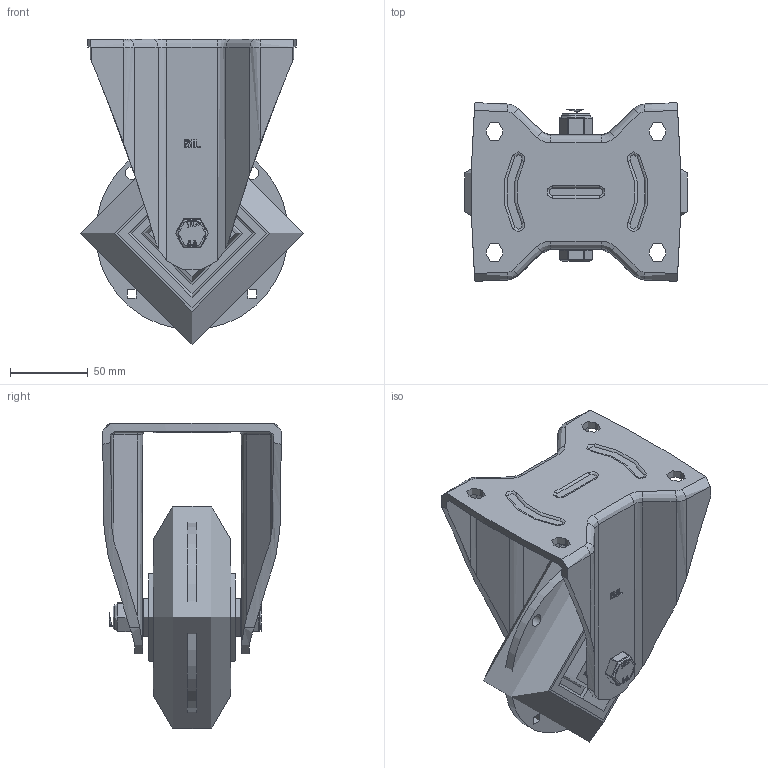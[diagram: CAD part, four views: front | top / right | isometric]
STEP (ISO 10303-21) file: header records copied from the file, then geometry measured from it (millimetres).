
FILE_DESCRIPTION(/* description */ ('','CAx-IF Rec.Pracs.---Representation and Presentation of Product Manufacturing Information (PMI)---4.0---2014-10-13'),/* implementation_level */ '2;1');
FILE_NAME(/* name */ 'BZXPF150SRPTABJ.step',/* time_stamp */ '2025-02-25T15:50:37Z',/* author */ (''),/* organization */ (''),/* preprocessor_version */ 'ST-DEVELOPER v20',/* originating_system */ 'Autodesk Translation Framework v13.20.0.188',/* authorisation */ '');
FILE_SCHEMA (('AP242_MANAGED_MODEL_BASED_3D_ENGINEERING_MIM_LF { 1 0 10303 442 1 1 4 }'));
Length unit declared in the file: millimetre
Products named in the file (27): BZXPF150SRPTABJ; BZXPF150AS v2; ZINC PLATED PRESSED STEEL BRACKET; BZH150WSRPTABJM20 v1; 85 SHORE A ERGONOMIC POLYURETHANE TYRE; ALUMINIUM RIM; BEARING6004; BEARING60042; BALL BEARINGS; BEARING6004 (1); BEARING60042 (1); BALL BEARINGS (1); Component1; METAL; MIDDLE; RUBBER; BEARING SPACER; TH20X4X12 v1; ZINC PLATED HEADED SPACER; TH20X4X12 v1 (1); ZINC PLATED HEADED SPACER (1); HEXBOLTM12X90Z8.8 v2; GRADE 8.8 ZINC PLATED BOLT; NYLOCM12Z14MM v1; NYLOC NUT; NUT; RUBBER (1)
Assembly tree (46 placements, depth 6):
  BZXPF150SRPTABJ
    BZXPF150AS v2
      ZINC PLATED PRESSED STEEL BRACKET
    BZH150WSRPTABJM20 v1
      85 SHORE A ERGONOMIC POLYURETHANE TYRE
      ALUMINIUM RIM
      BEARING6004
        BEARING60042
          METAL
          MIDDLE
          BALL BEARINGS
            Component1  x9
          RUBBER
      BEARING6004 (1)
        BEARING60042 (1)
          BALL BEARINGS (1)
            Component1  x9
          METAL
          MIDDLE
          RUBBER
      BEARING SPACER
    TH20X4X12 v1
      ZINC PLATED HEADED SPACER
    TH20X4X12 v1 (1)
      ZINC PLATED HEADED SPACER (1)
    HEXBOLTM12X90Z8.8 v2
      GRADE 8.8 ZINC PLATED BOLT
    NYLOCM12Z14MM v1
      NYLOC NUT
        NUT
        RUBBER (1)
Bounding box: 143.3 x 115 x 196.65 mm (x, y, z)
Volume: 844610.7 mm3; surface area: 251872.3 mm2
Topology: 38 solids, 38 shells, 1302 faces, 3306 edges, 2163 vertices
Faces by surface type: plane 476, bspline 449, cylinder 278, sphere 54, torus 42, cone 3
Full cylindrical faces by diameter (mm): 8 x34, 9.836 x16, 11.834 x16, 12 x3, 12.2 x4, 14 x2, 17.75 x1, 18.5 x1, 19.9 x2, 20 x2, 20.4 x1, 24 x2, 24.4 x1, 25 x10, 26 x4, 27 x8, 35 x4, 36 x4, 37 x4, 38 x11, 42 x4, 82 x2, 96 x4, 124 x2
Entity records: 35981 total; most frequent: CARTESIAN_POINT 15818, ORIENTED_EDGE 4332, DIRECTION 3405, EDGE_CURVE 2166, VERTEX_POINT 1411, AXIS2_PLACEMENT_3D 1211, EDGE_LOOP 1037, LINE 983
